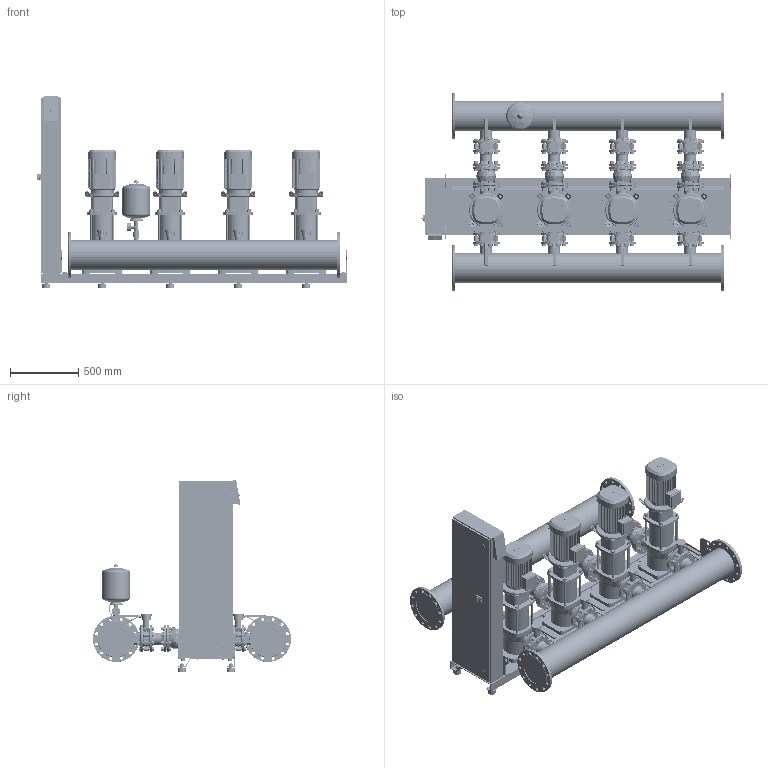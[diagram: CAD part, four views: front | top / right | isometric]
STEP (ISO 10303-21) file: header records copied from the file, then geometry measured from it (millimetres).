
FILE_DESCRIPTION((''),'2;1');
FILE_NAME('3d_SiBoostSmart4HELIXV5202_2-2540837.stp','2016-01-25T10:53:10',(''),(''),'Mechanical Desktop 2009','Mechanical Desktop 2009',', , ');
FILE_SCHEMA(('CONFIG_CONTROL_DESIGN'));
Length unit declared in the file: millimetre
Products named in the file (1): Product
Bounding box: 2280 x 1456 x 1413.4 mm (x, y, z)
Volume: 421485012.8 mm3; surface area: 23546124.6 mm2
Topology: 385 solids, 385 shells, 10436 faces, 25654 edges, 16550 vertices
Faces by surface type: bspline 4177, plane 2835, cylinder 2506, torus 498, cone 350, sphere 70
Entity records: 349016 total; most frequent: CARTESIAN_POINT 108634, ORIENTED_EDGE 51172, DIRECTION 46906, EDGE_CURVE 25586, VERTEX_POINT 16548, AXIS2_PLACEMENT_3D 16272, VECTOR 14362, LINE 14362
